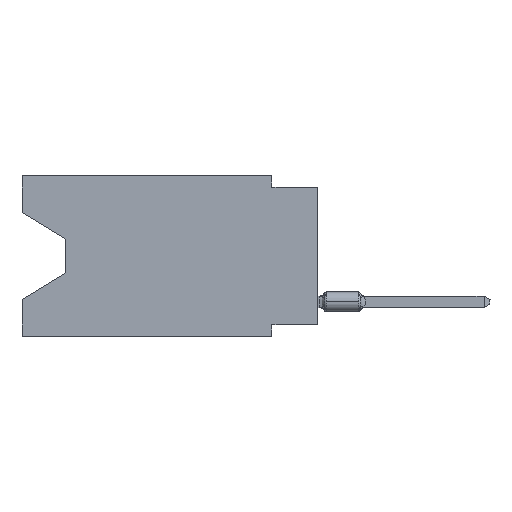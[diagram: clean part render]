
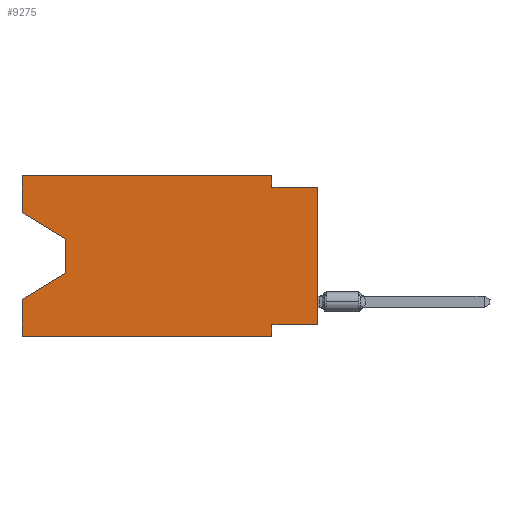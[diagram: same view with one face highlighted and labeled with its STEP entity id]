
A CAD part, left-side view. The second image highlights one B-rep face of the part: STEP entity #9275.
In plain terms, the highlighted planar face has unit normal (-1, 0, 0).
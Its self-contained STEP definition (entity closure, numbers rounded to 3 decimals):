
#1690 = EDGE_CURVE ( 'NONE', #37160, #30805, #32063, .T. ) ;
#2071 = VERTEX_POINT ( 'NONE', #41027 ) ;
#4359 = VECTOR ( 'NONE', #7238, 1000. ) ;
#4482 = VERTEX_POINT ( 'NONE', #11166 ) ;
#4601 = ORIENTED_EDGE ( 'NONE', *, *, #1690, .F. ) ;
#5165 = DIRECTION ( 'NONE',  ( 0., 0., -1. ) ) ;
#5323 = EDGE_CURVE ( 'NONE', #36537, #2071, #9499, .T. ) ;
#5983 = DIRECTION ( 'NONE',  ( 0., 0., -1. ) ) ;
#7128 = EDGE_CURVE ( 'NONE', #30805, #46147, #29265, .T. ) ;
#7238 = DIRECTION ( 'NONE',  ( 0., -1., 0. ) ) ;
#7528 = DIRECTION ( 'NONE',  ( 0., 1., 0. ) ) ;
#8079 = CARTESIAN_POINT ( 'NONE',  ( 0., 16.383, 0. ) ) ;
#8241 = LINE ( 'NONE', #52499, #15187 ) ;
#8327 = CARTESIAN_POINT ( 'NONE',  ( 0., 0., -0.635 ) ) ;
#9275 = ADVANCED_FACE ( 'NONE', ( #9979 ), #47273, .F. ) ;
#9499 = LINE ( 'NONE', #41484, #40397 ) ;
#9520 = ORIENTED_EDGE ( 'NONE', *, *, #45338, .T. ) ;
#9646 = EDGE_LOOP ( 'NONE', ( #9520, #26011, #23869, #49057, #29297, #24926, #4601, #25734, #30523, #39744, #26265, #35852 ) ) ;
#9829 = EDGE_CURVE ( 'NONE', #37160, #23232, #8241, .T. ) ;
#9979 = FACE_OUTER_BOUND ( 'NONE', #9646, .T. ) ;
#10565 = VERTEX_POINT ( 'NONE', #32330 ) ;
#10663 = CARTESIAN_POINT ( 'NONE',  ( 0., 13.97, -3.505 ) ) ;
#11166 = CARTESIAN_POINT ( 'NONE',  ( 0., 13.97, -5.385 ) ) ;
#12212 = CARTESIAN_POINT ( 'NONE',  ( 0., 2.54, -8.89 ) ) ;
#12972 = DIRECTION ( 'NONE',  ( 0., -1., 0. ) ) ;
#13592 = DIRECTION ( 'NONE',  ( 0., 0., 1. ) ) ;
#13812 = CARTESIAN_POINT ( 'NONE',  ( 0., 16.383, -2.038 ) ) ;
#14258 = VERTEX_POINT ( 'NONE', #27208 ) ;
#14700 = LINE ( 'NONE', #34472, #44977 ) ;
#15187 = VECTOR ( 'NONE', #13592, 1000. ) ;
#15446 = EDGE_CURVE ( 'NONE', #10565, #46147, #43764, .T. ) ;
#15467 = LINE ( 'NONE', #10663, #49497 ) ;
#15769 = EDGE_CURVE ( 'NONE', #14258, #4482, #15467, .T. ) ;
#16755 = LINE ( 'NONE', #13812, #30953 ) ;
#17559 = VERTEX_POINT ( 'NONE', #36201 ) ;
#18051 = VERTEX_POINT ( 'NONE', #44889 ) ;
#18522 = CARTESIAN_POINT ( 'NONE',  ( 0., 16.383, 0. ) ) ;
#19430 = AXIS2_PLACEMENT_3D ( 'NONE', #18522, #38268, #5983 ) ;
#20427 = DIRECTION ( 'NONE',  ( 0., 0.855, -0.519 ) ) ;
#21481 = EDGE_CURVE ( 'NONE', #2071, #17559, #25450, .T. ) ;
#22527 = VECTOR ( 'NONE', #39308, 1000. ) ;
#23232 = VERTEX_POINT ( 'NONE', #40041 ) ;
#23869 = ORIENTED_EDGE ( 'NONE', *, *, #47205, .T. ) ;
#24926 = ORIENTED_EDGE ( 'NONE', *, *, #7128, .F. ) ;
#25151 = CARTESIAN_POINT ( 'NONE',  ( 0., 2.54, -8.89 ) ) ;
#25201 = LINE ( 'NONE', #41449, #31201 ) ;
#25450 = LINE ( 'NONE', #33984, #33667 ) ;
#25734 = ORIENTED_EDGE ( 'NONE', *, *, #9829, .T. ) ;
#26011 = ORIENTED_EDGE ( 'NONE', *, *, #15769, .T. ) ;
#26265 = ORIENTED_EDGE ( 'NONE', *, *, #5323, .F. ) ;
#26919 = VERTEX_POINT ( 'NONE', #51172 ) ;
#27208 = CARTESIAN_POINT ( 'NONE',  ( 0., 13.97, -3.505 ) ) ;
#28058 = CARTESIAN_POINT ( 'NONE',  ( 0., 16.383, -8.89 ) ) ;
#29010 = DIRECTION ( 'NONE',  ( 0., 0., -1. ) ) ;
#29265 = LINE ( 'NONE', #12212, #48176 ) ;
#29297 = ORIENTED_EDGE ( 'NONE', *, *, #15446, .T. ) ;
#30523 = ORIENTED_EDGE ( 'NONE', *, *, #41070, .F. ) ;
#30672 = EDGE_CURVE ( 'NONE', #26919, #36537, #44604, .T. ) ;
#30805 = VERTEX_POINT ( 'NONE', #40885 ) ;
#30900 = CARTESIAN_POINT ( 'NONE',  ( 0., 0., -8.255 ) ) ;
#30953 = VECTOR ( 'NONE', #45520, 1000. ) ;
#31201 = VECTOR ( 'NONE', #20427, 1000. ) ;
#32063 = LINE ( 'NONE', #39793, #33446 ) ;
#32330 = CARTESIAN_POINT ( 'NONE',  ( 0., 16.383, -8.89 ) ) ;
#32345 = LINE ( 'NONE', #8327, #52726 ) ;
#32949 = CARTESIAN_POINT ( 'NONE',  ( 0., 16.383, 0. ) ) ;
#33446 = VECTOR ( 'NONE', #7528, 1000. ) ;
#33667 = VECTOR ( 'NONE', #5165, 1000. ) ;
#33984 = CARTESIAN_POINT ( 'NONE',  ( 0., 2.54, 0. ) ) ;
#34472 = CARTESIAN_POINT ( 'NONE',  ( 0., 16.383, 0. ) ) ;
#35852 = ORIENTED_EDGE ( 'NONE', *, *, #30672, .F. ) ;
#36201 = CARTESIAN_POINT ( 'NONE',  ( 0., 2.54, -0.635 ) ) ;
#36537 = VERTEX_POINT ( 'NONE', #32949 ) ;
#37160 = VERTEX_POINT ( 'NONE', #30900 ) ;
#38268 = DIRECTION ( 'NONE',  ( 1., 0., 0. ) ) ;
#38759 = EDGE_CURVE ( 'NONE', #10565, #18051, #14700, .T. ) ;
#39308 = DIRECTION ( 'NONE',  ( 0., 0., 1. ) ) ;
#39744 = ORIENTED_EDGE ( 'NONE', *, *, #21481, .F. ) ;
#39793 = CARTESIAN_POINT ( 'NONE',  ( 0., 0., -8.255 ) ) ;
#39808 = DIRECTION ( 'NONE',  ( 0., -1., 0. ) ) ;
#40041 = CARTESIAN_POINT ( 'NONE',  ( 0., 0., -0.635 ) ) ;
#40397 = VECTOR ( 'NONE', #12972, 1000. ) ;
#40885 = CARTESIAN_POINT ( 'NONE',  ( 0., 2.54, -8.255 ) ) ;
#41027 = CARTESIAN_POINT ( 'NONE',  ( 0., 2.54, 0. ) ) ;
#41070 = EDGE_CURVE ( 'NONE', #17559, #23232, #32345, .T. ) ;
#41449 = CARTESIAN_POINT ( 'NONE',  ( 0., 13.97, -5.385 ) ) ;
#41484 = CARTESIAN_POINT ( 'NONE',  ( 0., 16.383, 0. ) ) ;
#43764 = LINE ( 'NONE', #28058, #4359 ) ;
#44604 = LINE ( 'NONE', #8079, #22527 ) ;
#44889 = CARTESIAN_POINT ( 'NONE',  ( 0., 16.383, -6.852 ) ) ;
#44977 = VECTOR ( 'NONE', #51729, 1000. ) ;
#45338 = EDGE_CURVE ( 'NONE', #26919, #14258, #16755, .T. ) ;
#45520 = DIRECTION ( 'NONE',  ( 0., -0.855, -0.519 ) ) ;
#46147 = VERTEX_POINT ( 'NONE', #25151 ) ;
#47205 = EDGE_CURVE ( 'NONE', #4482, #18051, #25201, .T. ) ;
#47273 = PLANE ( 'NONE',  #19430 ) ;
#48176 = VECTOR ( 'NONE', #29010, 1000. ) ;
#49057 = ORIENTED_EDGE ( 'NONE', *, *, #38759, .F. ) ;
#49497 = VECTOR ( 'NONE', #51189, 1000. ) ;
#51172 = CARTESIAN_POINT ( 'NONE',  ( 0., 16.383, -2.038 ) ) ;
#51189 = DIRECTION ( 'NONE',  ( 0., 0., -1. ) ) ;
#51729 = DIRECTION ( 'NONE',  ( 0., 0., 1. ) ) ;
#52499 = CARTESIAN_POINT ( 'NONE',  ( 0., 0., 0. ) ) ;
#52726 = VECTOR ( 'NONE', #39808, 1000. ) ;
